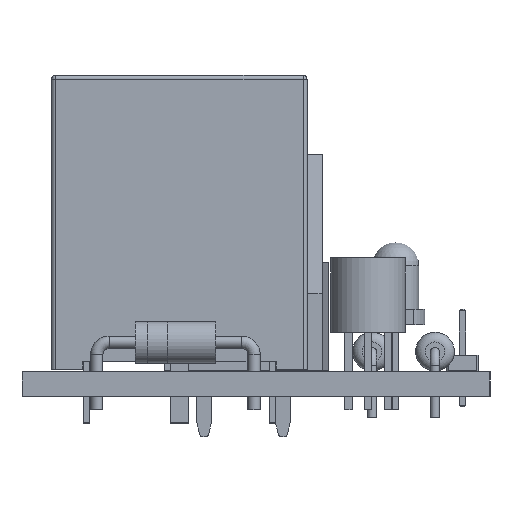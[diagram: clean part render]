
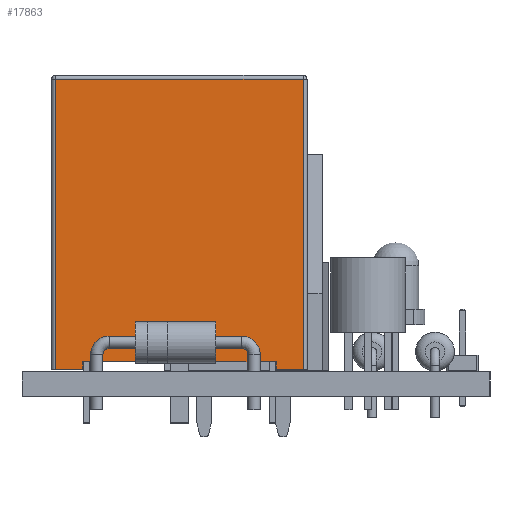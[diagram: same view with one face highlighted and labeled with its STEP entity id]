
A CAD part, left-side view. The second image highlights one B-rep face of the part: STEP entity #17863.
In plain terms, the highlighted face is planar.
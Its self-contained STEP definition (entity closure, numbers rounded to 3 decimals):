
#17720 = VERTEX_POINT('',#17721);
#17721 = CARTESIAN_POINT('',(8.,2.55,18.85));
#17728 = EDGE_CURVE('',#17729,#17720,#17731,.T.);
#17729 = VERTEX_POINT('',#17730);
#17730 = CARTESIAN_POINT('',(-8.,2.55,18.85));
#17731 = LINE('',#17732,#17733);
#17732 = CARTESIAN_POINT('',(-8.,2.55,18.85));
#17733 = VECTOR('',#17734,1.);
#17734 = DIRECTION('',(1.,0.,0.));
#17863 = ADVANCED_FACE('',(#17864),#17921,.T.);
#17864 = FACE_BOUND('',#17865,.T.);
#17865 = EDGE_LOOP('',(#17866,#17874,#17882,#17890,#17898,#17906,#17914,
    #17920));
#17866 = ORIENTED_EDGE('',*,*,#17867,.F.);
#17867 = EDGE_CURVE('',#17868,#17720,#17870,.T.);
#17868 = VERTEX_POINT('',#17869);
#17869 = CARTESIAN_POINT('',(8.,2.55,0.1));
#17870 = LINE('',#17871,#17872);
#17871 = CARTESIAN_POINT('',(8.,2.55,0.1));
#17872 = VECTOR('',#17873,1.);
#17873 = DIRECTION('',(0.,0.,1.));
#17874 = ORIENTED_EDGE('',*,*,#17875,.F.);
#17875 = EDGE_CURVE('',#17876,#17868,#17878,.T.);
#17876 = VERTEX_POINT('',#17877);
#17877 = CARTESIAN_POINT('',(6.25,2.55,0.1));
#17878 = LINE('',#17879,#17880);
#17879 = CARTESIAN_POINT('',(-8.25,2.55,0.1));
#17880 = VECTOR('',#17881,1.);
#17881 = DIRECTION('',(1.,0.,0.));
#17882 = ORIENTED_EDGE('',*,*,#17883,.T.);
#17883 = EDGE_CURVE('',#17876,#17884,#17886,.T.);
#17884 = VERTEX_POINT('',#17885);
#17885 = CARTESIAN_POINT('',(6.25,2.55,0.6));
#17886 = LINE('',#17887,#17888);
#17887 = CARTESIAN_POINT('',(6.25,2.55,0.1));
#17888 = VECTOR('',#17889,1.);
#17889 = DIRECTION('',(0.,0.,1.));
#17890 = ORIENTED_EDGE('',*,*,#17891,.F.);
#17891 = EDGE_CURVE('',#17892,#17884,#17894,.T.);
#17892 = VERTEX_POINT('',#17893);
#17893 = CARTESIAN_POINT('',(-6.25,2.55,0.6));
#17894 = LINE('',#17895,#17896);
#17895 = CARTESIAN_POINT('',(-6.25,2.55,0.6));
#17896 = VECTOR('',#17897,1.);
#17897 = DIRECTION('',(1.,0.,0.));
#17898 = ORIENTED_EDGE('',*,*,#17899,.F.);
#17899 = EDGE_CURVE('',#17900,#17892,#17902,.T.);
#17900 = VERTEX_POINT('',#17901);
#17901 = CARTESIAN_POINT('',(-6.25,2.55,0.1));
#17902 = LINE('',#17903,#17904);
#17903 = CARTESIAN_POINT('',(-6.25,2.55,0.1));
#17904 = VECTOR('',#17905,1.);
#17905 = DIRECTION('',(0.,0.,1.));
#17906 = ORIENTED_EDGE('',*,*,#17907,.F.);
#17907 = EDGE_CURVE('',#17908,#17900,#17910,.T.);
#17908 = VERTEX_POINT('',#17909);
#17909 = CARTESIAN_POINT('',(-8.,2.55,0.1));
#17910 = LINE('',#17911,#17912);
#17911 = CARTESIAN_POINT('',(-8.25,2.55,0.1));
#17912 = VECTOR('',#17913,1.);
#17913 = DIRECTION('',(1.,0.,0.));
#17914 = ORIENTED_EDGE('',*,*,#17915,.T.);
#17915 = EDGE_CURVE('',#17908,#17729,#17916,.T.);
#17916 = LINE('',#17917,#17918);
#17917 = CARTESIAN_POINT('',(-8.,2.55,0.1));
#17918 = VECTOR('',#17919,1.);
#17919 = DIRECTION('',(0.,0.,1.));
#17920 = ORIENTED_EDGE('',*,*,#17728,.T.);
#17921 = PLANE('',#17922);
#17922 = AXIS2_PLACEMENT_3D('',#17923,#17924,#17925);
#17923 = CARTESIAN_POINT('',(-8.25,2.55,0.1));
#17924 = DIRECTION('',(0.,1.,0.));
#17925 = DIRECTION('',(1.,0.,0.));
